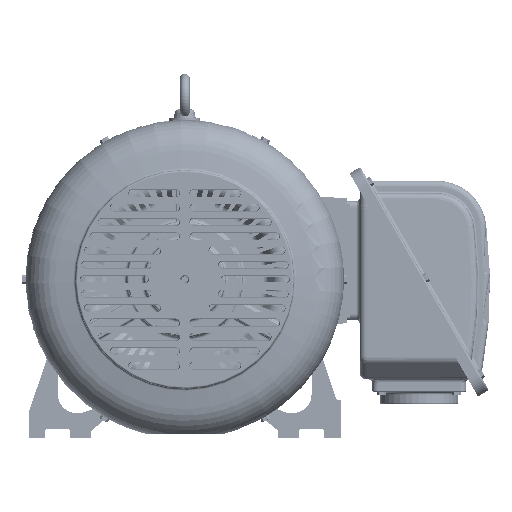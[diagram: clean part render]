
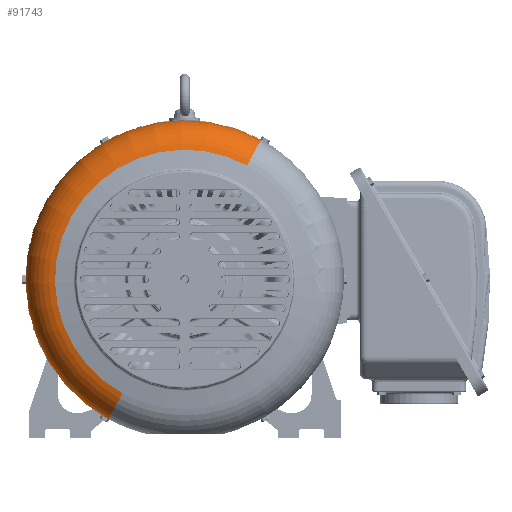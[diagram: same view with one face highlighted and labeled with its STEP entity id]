
A CAD part, front view. The second image highlights one B-rep face of the part: STEP entity #91743.
In plain terms, the highlighted toroidal (fillet/blend) face has major radius 197.75 mm and minor radius 57 mm.
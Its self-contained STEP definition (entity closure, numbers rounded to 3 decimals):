
#91583=CARTESIAN_POINT('Axis2P3D Location',(0.,-418.243,0.)) ;
#91587=CARTESIAN_POINT('Vertex',(-99.552,-418.243,-182.228)) ;
#91589=CARTESIAN_POINT('Vertex',(99.552,-418.243,182.228)) ;
#91713=CARTESIAN_POINT('Axis2P3D Location',(0.,-362.109,0.)) ;
#91718=CARTESIAN_POINT('Axis2P3D Location',(0.,-362.109,0.)) ;
#91722=CARTESIAN_POINT('Vertex',(-122.134,-362.109,-223.564)) ;
#91724=CARTESIAN_POINT('Vertex',(122.134,-362.109,223.564)) ;
#91727=CARTESIAN_POINT('Axis2P3D Location',(-94.806,-362.109,-173.542)) ;
#91732=CARTESIAN_POINT('Axis2P3D Location',(94.806,-362.109,173.542)) ;
#91584=DIRECTION('Axis2P3D Direction',(0.,1.,-0.)) ;
#91714=DIRECTION('Axis2P3D Direction',(0.,1.,-0.)) ;
#91715=DIRECTION('Axis2P3D XDirection',(0.479,0.,0.878)) ;
#91719=DIRECTION('Axis2P3D Direction',(0.,1.,-0.)) ;
#91728=DIRECTION('Axis2P3D Direction',(0.878,-0.,-0.479)) ;
#91733=DIRECTION('Axis2P3D Direction',(-0.878,0.,0.479)) ;
#91585=AXIS2_PLACEMENT_3D('Circle Axis2P3D',#91583,#91584,$) ;
#91716=AXIS2_PLACEMENT_3D('Torus Axis2P3D',#91713,#91714,#91715) ;
#91720=AXIS2_PLACEMENT_3D('Circle Axis2P3D',#91718,#91719,$) ;
#91729=AXIS2_PLACEMENT_3D('Circle Axis2P3D',#91727,#91728,$) ;
#91734=AXIS2_PLACEMENT_3D('Circle Axis2P3D',#91732,#91733,$) ;
#91738=ORIENTED_EDGE('',*,*,#91726,.F.) ;
#91739=ORIENTED_EDGE('',*,*,#91731,.T.) ;
#91740=ORIENTED_EDGE('',*,*,#91591,.T.) ;
#91741=ORIENTED_EDGE('',*,*,#91736,.F.) ;
#91743=ADVANCED_FACE('31407B027X202.1',(#91742),#91717,.T.) ;
#91586=CIRCLE('generated circle',#91585,207.648) ;
#91721=CIRCLE('generated circle',#91720,254.75) ;
#91730=CIRCLE('generated circle',#91729,57.) ;
#91735=CIRCLE('generated circle',#91734,57.) ;
#91717=TOROIDAL_SURFACE('homeo Torus',#91716,197.75,57.) ;
#91591=EDGE_CURVE('',#91588,#91590,#91586,.T.) ;
#91726=EDGE_CURVE('',#91723,#91725,#91721,.T.) ;
#91731=EDGE_CURVE('',#91723,#91588,#91730,.F.) ;
#91736=EDGE_CURVE('',#91725,#91590,#91735,.F.) ;
#91737=EDGE_LOOP('',(#91738,#91739,#91740,#91741)) ;
#91742=FACE_OUTER_BOUND('',#91737,.T.) ;
#91588=VERTEX_POINT('',#91587) ;
#91590=VERTEX_POINT('',#91589) ;
#91723=VERTEX_POINT('',#91722) ;
#91725=VERTEX_POINT('',#91724) ;
